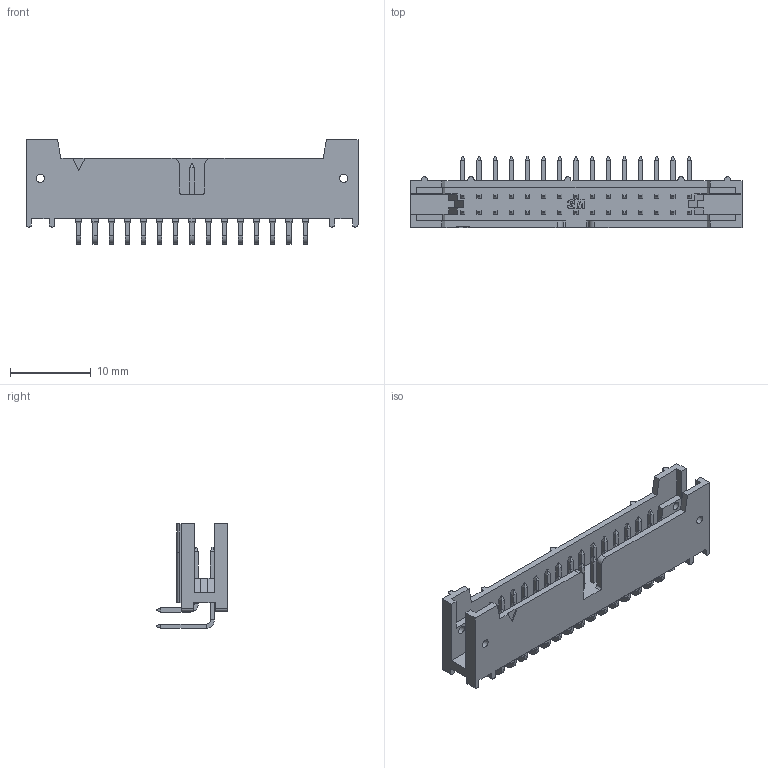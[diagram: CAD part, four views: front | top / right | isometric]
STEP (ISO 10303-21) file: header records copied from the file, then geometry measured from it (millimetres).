
FILE_DESCRIPTION(/* description */ (''),/* implementation_level */ '2;1');
FILE_NAME(/* name */ '155230-5x0x-xx-02',/* time_stamp */ '2007-06-05T11:32:56-05:00',/* author */ (''),/* organization */ (''),/* preprocessor_version */ 'ST-DEVELOPER v9',/* originating_system */ 'UGS - NX 3.0',/* authorisation */ '');
FILE_SCHEMA (('CONFIG_CONTROL_DESIGN'));
Length unit declared in the file: inch
Products named in the file (1): a0p70ECE5xri
Bounding box: 41.09 x 8.81 x 12.92 mm (x, y, z)
Volume: 1141.1 mm3; surface area: 2427.3 mm2
Topology: 1 solids, 1 shells, 1086 faces, 2496 edges, 1504 vertices
Faces by surface type: plane 961, cylinder 119, extrusion 6
Full cylindrical faces by diameter (mm): 1.016 x4
Entity records: 29913 total; most frequent: CARTESIAN_POINT 5418, ORIENTED_EDGE 4984, DIRECTION 4846, EDGE_CURVE 2492, VECTOR 2208, LINE 2202, VERTEX_POINT 1504, AXIS2_PLACEMENT_3D 1319
